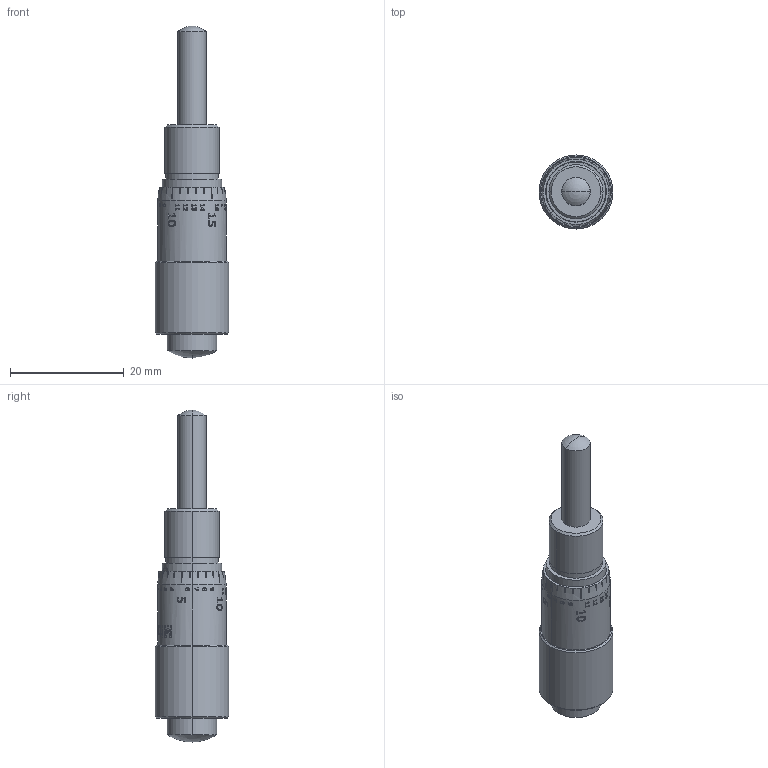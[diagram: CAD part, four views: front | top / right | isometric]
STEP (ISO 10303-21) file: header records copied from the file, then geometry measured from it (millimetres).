
FILE_DESCRIPTION (( 'STEP AP214' ), '1' );
FILE_NAME ('13430-E0W.STEP', '2013-09-10T18:40:06', ( 'Admin' ), ( '' ), 'SwSTEP 2.0', 'SolidWorks 2012', '' );
FILE_SCHEMA (( 'AUTOMOTIVE_DESIGN' ));
Length unit declared in the file: inch
Products named in the file (1): 13430-E0W
Bounding box: 13 x 13 x 58.39 mm (x, y, z)
Volume: 4311.9 mm3; surface area: 4447.6 mm2
Topology: 2 solids, 2 shells, 1171 faces, 3268 edges, 2174 vertices
Faces by surface type: plane 599, bspline 425, cylinder 108, cone 35, torus 2, sphere 2
Entity records: 75566 total; most frequent: CARTESIAN_POINT 33925, ORIENTED_EDGE 6532, DIRECTION 3829, EDGE_CURVE 3266, VERTEX_POINT 2174, B_SPLINE_CURVE_WITH_KNOTS 1559, AXIS2_PLACEMENT_3D 1375, EDGE_LOOP 1248
